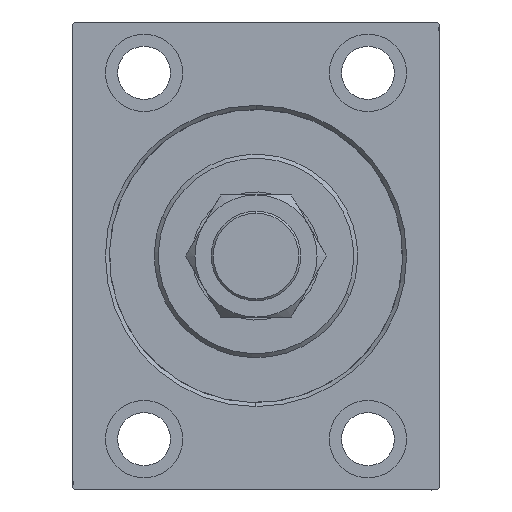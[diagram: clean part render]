
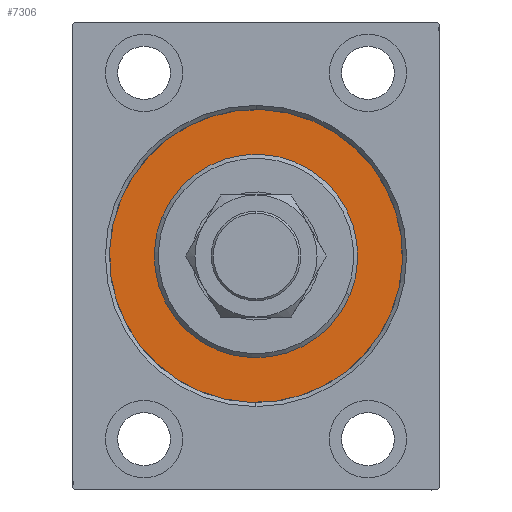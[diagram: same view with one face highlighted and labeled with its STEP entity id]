
A CAD part, left-side view. The second image highlights one B-rep face of the part: STEP entity #7306.
In plain terms, the highlighted face is planar.
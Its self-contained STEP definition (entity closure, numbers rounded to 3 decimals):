
#86 = DIRECTION ( 'NONE',  ( 0., 0., -1. ) ) ;
#232 = CARTESIAN_POINT ( 'NONE',  ( 0., 0., 0. ) ) ;
#3476 = DIRECTION ( 'NONE',  ( 0., 0., -1. ) ) ;
#3745 = CARTESIAN_POINT ( 'NONE',  ( 0., 0., 0. ) ) ;
#3887 = VERTEX_POINT ( 'NONE', #32026 ) ;
#4553 = VERTEX_POINT ( 'NONE', #41845 ) ;
#5534 = EDGE_LOOP ( 'NONE', ( #6894, #13355 ) ) ;
#6546 = EDGE_LOOP ( 'NONE', ( #34207, #14244 ) ) ;
#6894 = ORIENTED_EDGE ( 'NONE', *, *, #26767, .F. ) ;
#7199 = CARTESIAN_POINT ( 'NONE',  ( 0., 0., 25. ) ) ;
#7306 = ADVANCED_FACE ( 'NONE', ( #19149, #21933 ), #18472, .F. ) ;
#7643 = CARTESIAN_POINT ( 'NONE',  ( 0., 0., 0. ) ) ;
#7666 = DIRECTION ( 'NONE',  ( -1., 0., 0. ) ) ;
#9331 = EDGE_CURVE ( 'NONE', #3887, #24834, #44948, .T. ) ;
#9718 = CARTESIAN_POINT ( 'NONE',  ( 0., 0., 36. ) ) ;
#12706 = VERTEX_POINT ( 'NONE', #9718 ) ;
#13355 = ORIENTED_EDGE ( 'NONE', *, *, #15370, .F. ) ;
#13461 = AXIS2_PLACEMENT_3D ( 'NONE', #13487, #45058, #86 ) ;
#13487 = CARTESIAN_POINT ( 'NONE',  ( 0., 0., 0. ) ) ;
#14244 = ORIENTED_EDGE ( 'NONE', *, *, #9331, .F. ) ;
#15340 = EDGE_CURVE ( 'NONE', #24834, #3887, #33363, .T. ) ;
#15370 = EDGE_CURVE ( 'NONE', #12706, #4553, #37780, .T. ) ;
#18472 = PLANE ( 'NONE',  #30278 ) ;
#18698 = DIRECTION ( 'NONE',  ( -1., 0., 0. ) ) ;
#19149 = FACE_BOUND ( 'NONE', #6546, .T. ) ;
#21933 = FACE_OUTER_BOUND ( 'NONE', #5534, .T. ) ;
#22394 = DIRECTION ( 'NONE',  ( 0., 0., 1. ) ) ;
#24464 = DIRECTION ( 'NONE',  ( 1., 0., 0. ) ) ;
#24543 = CARTESIAN_POINT ( 'NONE',  ( 0., 0., 0. ) ) ;
#24834 = VERTEX_POINT ( 'NONE', #7199 ) ;
#26564 = AXIS2_PLACEMENT_3D ( 'NONE', #232, #24464, #3476 ) ;
#26767 = EDGE_CURVE ( 'NONE', #4553, #12706, #30397, .T. ) ;
#27546 = DIRECTION ( 'NONE',  ( 0., 0., 1. ) ) ;
#28222 = DIRECTION ( 'NONE',  ( -1., 0., 0. ) ) ;
#28423 = DIRECTION ( 'NONE',  ( 0., 0., 1. ) ) ;
#28914 = AXIS2_PLACEMENT_3D ( 'NONE', #3745, #7666, #28423 ) ;
#30278 = AXIS2_PLACEMENT_3D ( 'NONE', #7643, #18698, #22394 ) ;
#30397 = CIRCLE ( 'NONE', #28914, 36. ) ;
#32026 = CARTESIAN_POINT ( 'NONE',  ( 0., 0., -25. ) ) ;
#32607 = AXIS2_PLACEMENT_3D ( 'NONE', #24543, #28222, #27546 ) ;
#33363 = CIRCLE ( 'NONE', #13461, 25. ) ;
#34207 = ORIENTED_EDGE ( 'NONE', *, *, #15340, .F. ) ;
#37780 = CIRCLE ( 'NONE', #32607, 36. ) ;
#41845 = CARTESIAN_POINT ( 'NONE',  ( 0., 0., -36. ) ) ;
#44948 = CIRCLE ( 'NONE', #26564, 25. ) ;
#45058 = DIRECTION ( 'NONE',  ( 1., 0., 0. ) ) ;
